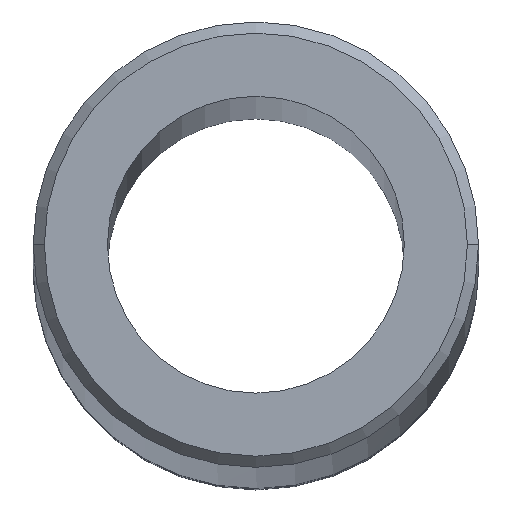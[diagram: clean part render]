
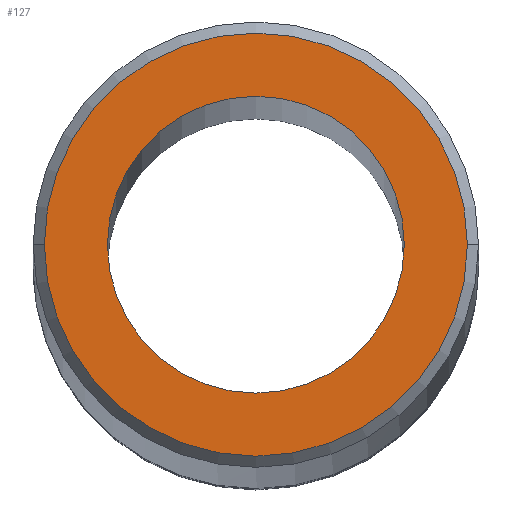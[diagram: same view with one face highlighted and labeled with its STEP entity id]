
A CAD part, top view. The second image highlights one B-rep face of the part: STEP entity #127.
In plain terms, the highlighted planar face has unit normal (0, 0, 1).
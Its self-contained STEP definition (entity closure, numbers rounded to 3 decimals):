
#1 = ORIENTED_EDGE ( 'NONE', *, *, #114, .T. ) ;
#14 = ORIENTED_EDGE ( 'NONE', *, *, #117, .F. ) ;
#74 = ORIENTED_EDGE ( 'NONE', *, *, #129, .F. ) ;
#79 = ORIENTED_EDGE ( 'NONE', *, *, #128, .T. ) ;
#84 = EDGE_LOOP ( 'NONE', ( #74, #14 ) ) ;
#114 = EDGE_CURVE ( 'NONE', #115, #144, #874, .T. ) ;
#115 = VERTEX_POINT ( 'NONE', #862 ) ;
#117 = EDGE_CURVE ( 'NONE', #143, #123, #830, .T. ) ;
#123 = VERTEX_POINT ( 'NONE', #815 ) ;
#127 = ADVANCED_FACE ( 'NONE', ( #802, #810 ), #851, .T. ) ;
#128 = EDGE_CURVE ( 'NONE', #144, #115, #809, .T. ) ;
#129 = EDGE_CURVE ( 'NONE', #123, #143, #803, .T. ) ;
#130 = EDGE_LOOP ( 'NONE', ( #79, #1 ) ) ;
#143 = VERTEX_POINT ( 'NONE', #796 ) ;
#144 = VERTEX_POINT ( 'NONE', #795 ) ;
#760 = DIRECTION ( 'NONE',  ( 1., 0., 0. ) ) ;
#761 = DIRECTION ( 'NONE',  ( 0., 0., 1. ) ) ;
#762 = AXIS2_PLACEMENT_3D ( 'NONE', #766, #761, #760 ) ;
#766 = CARTESIAN_POINT ( 'NONE',  ( 0., 0., 175. ) ) ;
#776 = DIRECTION ( 'NONE',  ( 1., 0., 0. ) ) ;
#777 = DIRECTION ( 'NONE',  ( 0., 0., 1. ) ) ;
#778 = CARTESIAN_POINT ( 'NONE',  ( 0., 0., 175. ) ) ;
#779 = AXIS2_PLACEMENT_3D ( 'NONE', #778, #777, #776 ) ;
#795 = CARTESIAN_POINT ( 'NONE',  ( -5.7, 0., 175. ) ) ;
#796 = CARTESIAN_POINT ( 'NONE',  ( -4., 0., 175. ) ) ;
#801 = DIRECTION ( 'NONE',  ( 0., 0., 1. ) ) ;
#802 = FACE_BOUND ( 'NONE', #84, .T. ) ;
#803 = CIRCLE ( 'NONE', #779, 4. ) ;
#809 = CIRCLE ( 'NONE', #762, 5.7 ) ;
#810 = FACE_OUTER_BOUND ( 'NONE', #130, .T. ) ;
#812 = DIRECTION ( 'NONE',  ( 1., 0., 0. ) ) ;
#813 = CARTESIAN_POINT ( 'NONE',  ( 0., 0., 175. ) ) ;
#815 = CARTESIAN_POINT ( 'NONE',  ( 4., 0., 175. ) ) ;
#830 = CIRCLE ( 'NONE', #848, 4. ) ;
#846 = DIRECTION ( 'NONE',  ( 1., 0., 0. ) ) ;
#847 = DIRECTION ( 'NONE',  ( 0., 0., 1. ) ) ;
#848 = AXIS2_PLACEMENT_3D ( 'NONE', #854, #847, #846 ) ;
#850 = AXIS2_PLACEMENT_3D ( 'NONE', #813, #801, #812 ) ;
#851 = PLANE ( 'NONE',  #850 ) ;
#854 = CARTESIAN_POINT ( 'NONE',  ( 0., 0., 175. ) ) ;
#858 = DIRECTION ( 'NONE',  ( 1., 0., 0. ) ) ;
#859 = DIRECTION ( 'NONE',  ( 0., 0., 1. ) ) ;
#860 = CARTESIAN_POINT ( 'NONE',  ( 0., 0., 175. ) ) ;
#862 = CARTESIAN_POINT ( 'NONE',  ( 5.7, 0., 175. ) ) ;
#866 = AXIS2_PLACEMENT_3D ( 'NONE', #860, #859, #858 ) ;
#874 = CIRCLE ( 'NONE', #866, 5.7 ) ;
